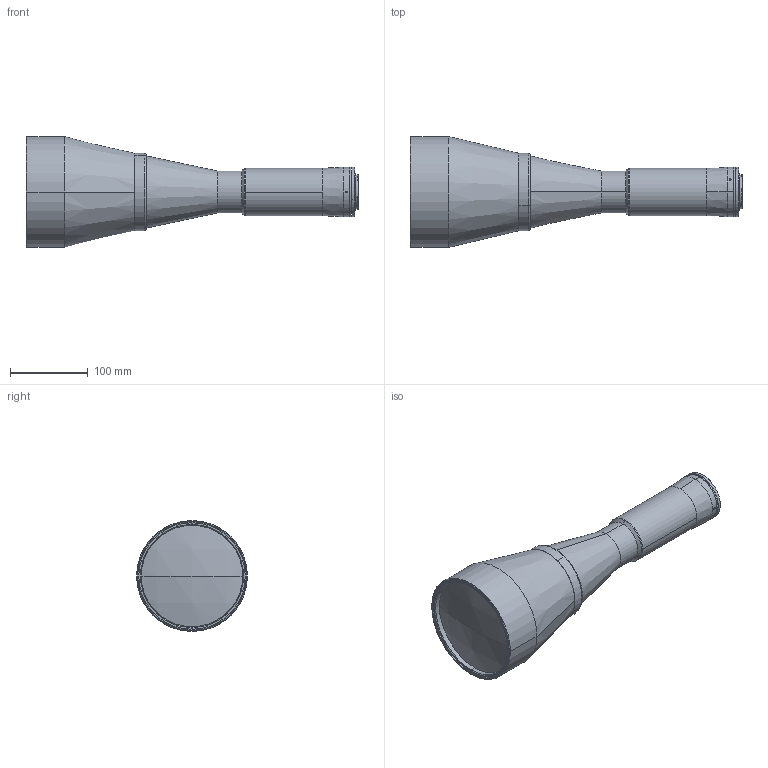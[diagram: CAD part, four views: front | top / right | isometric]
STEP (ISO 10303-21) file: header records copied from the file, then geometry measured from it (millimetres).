
FILE_DESCRIPTION (( 'STEP AP203' ), '1' );
FILE_NAME ('TC12MHR096.step', '2018-09-28T08:01:37', ( '' ), ( '' ), 'SwSTEP 2.0', 'SolidWorks 2017', '' );
FILE_SCHEMA (( 'CONFIG_CONTROL_DESIGN' ));
Length unit declared in the file: millimetre
Products named in the file (1): TC12MHR096
Bounding box: 427.99 x 143 x 143 mm (x, y, z)
Surface area: 160656.5 mm2 (no closed solid volume)
Topology: 0 solids, 12 shells, 95 faces, 266 edges, 184 vertices
Faces by surface type: cylinder 46, plane 23, cone 18, sphere 4, torus 4
Entity records: 3290 total; most frequent: CARTESIAN_POINT 690, DIRECTION 596, ORIENTED_EDGE 436, EDGE_CURVE 266, AXIS2_PLACEMENT_3D 250, VERTEX_POINT 184, CIRCLE 154, EDGE_LOOP 112
